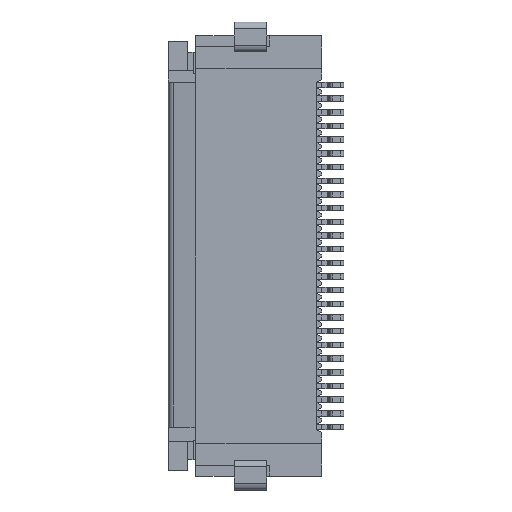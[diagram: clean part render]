
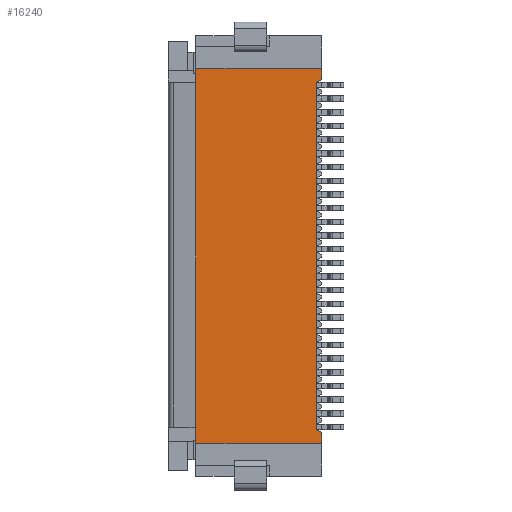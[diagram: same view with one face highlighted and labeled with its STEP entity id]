
A CAD part, left-side view. The second image highlights one B-rep face of the part: STEP entity #16240.
In plain terms, the highlighted planar face has unit normal (-1, 0, 0).
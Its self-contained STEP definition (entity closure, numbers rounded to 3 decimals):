
#14070=CARTESIAN_POINT('',(-2.015,1.009,14.058));
#14080=VERTEX_POINT('',#14070);
#14110=CARTESIAN_POINT('',(-2.015,1.009,15.325));
#14120=DIRECTION('',(0.,0.,1.));
#14130=VECTOR('',#14120,1.);
#14140=LINE('',#14110,#14130);
#14150=CARTESIAN_POINT('',(-2.015,1.009,0.358));
#14160=VERTEX_POINT('',#14150);
#14170=EDGE_CURVE('',#14160,#14080,#14140,.T.);
#15040=CARTESIAN_POINT('',(-2.015,1.009,0.358));
#15050=DIRECTION('',(0.,-1.,0.));
#15060=VECTOR('',#15050,1.);
#15070=LINE('',#15040,#15060);
#15080=CARTESIAN_POINT('',(-2.015,-3.591,0.358));
#15090=VERTEX_POINT('',#15080);
#15100=EDGE_CURVE('',#14160,#15090,#15070,.T.);
#15610=CARTESIAN_POINT('',(-2.015,-3.341,27.055));
#15620=DIRECTION('',(-1.,0.,0.));
#15630=DIRECTION('',(0.,-1.,0.));
#15640=AXIS2_PLACEMENT_3D('',#15610,#15620,#15630);
#15650=PLANE('',#15640);
#15660=CARTESIAN_POINT('',(-2.015,-3.391,22.555));
#15670=DIRECTION('',(0.,0.,-1.));
#15680=VECTOR('',#15670,1.);
#15690=LINE('',#15660,#15680);
#15700=CARTESIAN_POINT('',(-2.015,-3.391,13.558))
;
#15710=VERTEX_POINT('',#15700);
#15720=CARTESIAN_POINT('',(-2.015,-3.391,
0.86));
#15730=VERTEX_POINT('',#15720);
#15740=EDGE_CURVE('',#15710,#15730,#15690,.T.);
#15750=ORIENTED_EDGE('',*,*,#15740,.F.);
#15760=CARTESIAN_POINT('',(-2.015,0.,2.598));
#15770=DIRECTION('',(0.,-0.89,-0.456));
#15780=VECTOR('',#15770,1.);
#15790=LINE('',#15760,#15780);
#15800=CARTESIAN_POINT('',(-2.015,-3.591,
0.757));
#15810=VERTEX_POINT('',#15800);
#15820=EDGE_CURVE('',#15730,#15810,#15790,.T.);
#15830=ORIENTED_EDGE('',*,*,#15820,.F.);
#15840=CARTESIAN_POINT('',(-2.015,-3.591,-0.69));
#15850=DIRECTION('',(0.,0.,1.));
#15860=VECTOR('',#15850,1.);
#15870=LINE('',#15840,#15860);
#15880=EDGE_CURVE('',#15090,#15810,#15870,.T.);
#15890=ORIENTED_EDGE('',*,*,#15880,.T.);
#15900=ORIENTED_EDGE('',*,*,#15100,.T.);
#15910=ORIENTED_EDGE('',*,*,#14170,.F.);
#15920=CARTESIAN_POINT('',(-2.015,1.009,14.058));
#15930=DIRECTION('',(0.,-1.,0.));
#15940=VECTOR('',#15930,1.);
#15950=LINE('',#15920,#15940);
#15960=CARTESIAN_POINT('',(-2.015,-3.591,14.058))
;
#15970=VERTEX_POINT('',#15960);
#15980=EDGE_CURVE('',#14080,#15970,#15950,.T.);
#15990=ORIENTED_EDGE('',*,*,#15980,.F.);
#16000=CARTESIAN_POINT('',(-2.015,-3.591,15.105));
#16010=DIRECTION('',(0.,0.,-1.));
#16020=VECTOR('',#16010,1.);
#16030=LINE('',#16000,#16020);
#16040=CARTESIAN_POINT('',(-2.015,-3.591,13.658))
;
#16050=VERTEX_POINT('',#16040);
#16060=EDGE_CURVE('',#15970,#16050,#16030,.T.);
#16070=ORIENTED_EDGE('',*,*,#16060,.F.);
#16080=CARTESIAN_POINT('',(-2.015,0.,11.817));
#16090=DIRECTION('',(0.,0.89,-0.456));
#16100=VECTOR('',#16090,1.);
#16110=LINE('',#16080,#16100);
#16120=CARTESIAN_POINT('',(-2.015,-3.396,13.558))
;
#16130=VERTEX_POINT('',#16120);
#16140=EDGE_CURVE('',#16050,#16130,#16110,.T.);
#16150=ORIENTED_EDGE('',*,*,#16140,.F.);
#16160=CARTESIAN_POINT('',(-2.015,1.009,13.558));
#16170=DIRECTION('',(0.,-1.,0.));
#16180=VECTOR('',#16170,1.);
#16190=LINE('',#16160,#16180);
#16200=EDGE_CURVE('',#15710,#16130,#16190,.T.);
#16210=ORIENTED_EDGE('',*,*,#16200,.T.);
#16220=EDGE_LOOP('',(#16210,#16150,#16070,#15990,#15910,#15900,#15890,
#15830,#15750));
#16230=FACE_OUTER_BOUND('',#16220,.T.);
#16240=ADVANCED_FACE('',(#16230),#15650,.T.);
